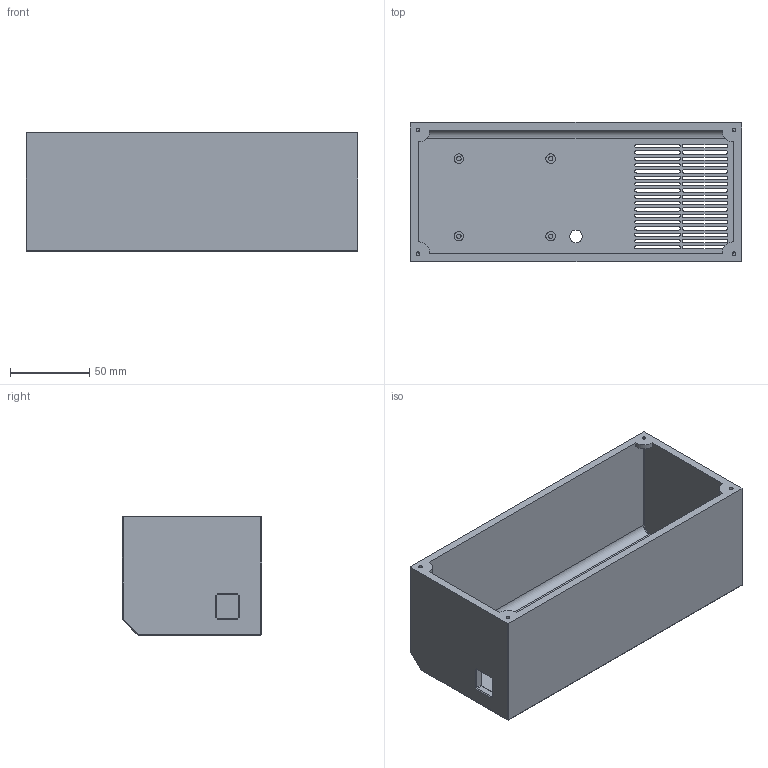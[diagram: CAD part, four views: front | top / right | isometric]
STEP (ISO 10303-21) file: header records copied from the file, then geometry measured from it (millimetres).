
FILE_DESCRIPTION (( 'STEP AP214' ), '1' );
FILE_NAME ('Box.STEP', '2020-04-18T14:37:44', ( '' ), ( '' ), 'SwSTEP 2.0', 'SolidWorks 2018', '' );
FILE_SCHEMA (( 'AUTOMOTIVE_DESIGN' ));
Length unit declared in the file: millimetre
Products named in the file (1): Box
Bounding box: 209.55 x 88.1 x 75 mm (x, y, z)
Volume: 247055.7 mm3; surface area: 122449.7 mm2
Topology: 1 solids, 1 shells, 277 faces, 760 edges, 490 vertices
Faces by surface type: plane 140, cylinder 133, cone 4
Entity records: 9002 total; most frequent: DIRECTION 1590, CARTESIAN_POINT 1528, ORIENTED_EDGE 1520, EDGE_CURVE 760, AXIS2_PLACEMENT_3D 552, VERTEX_POINT 490, VECTOR 486, LINE 486
